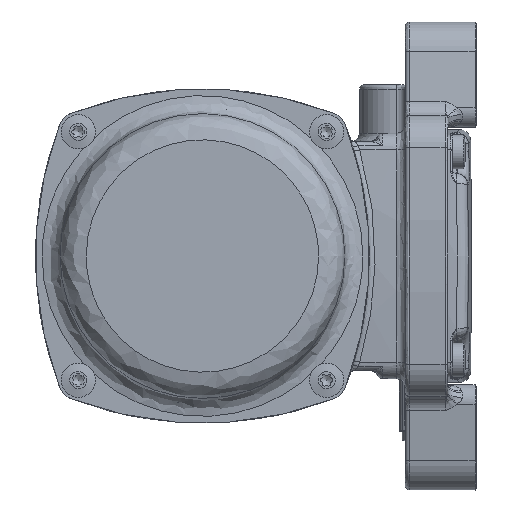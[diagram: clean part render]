
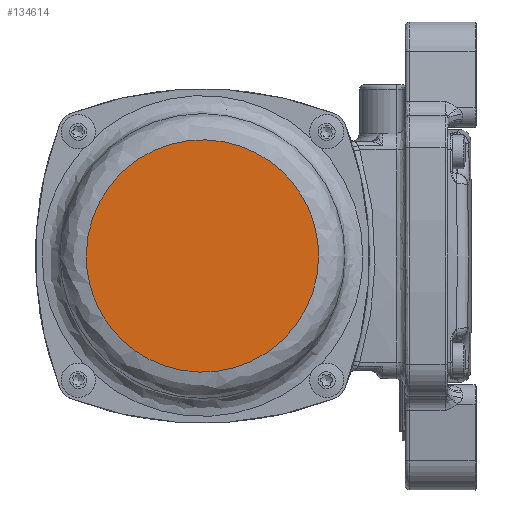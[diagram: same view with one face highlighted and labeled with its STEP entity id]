
A CAD part, left-side view. The second image highlights one B-rep face of the part: STEP entity #134614.
In plain terms, the highlighted planar face has unit normal (-1, 0, 0).
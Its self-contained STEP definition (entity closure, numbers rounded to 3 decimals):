
#8139 = CARTESIAN_POINT ( 'NONE',  ( -104.5, 55.3, 0. ) ) ;
#17422 = FACE_OUTER_BOUND ( 'NONE', #126755, .T. ) ;
#22251 = VERTEX_POINT ( 'NONE', #92665 ) ;
#26298 = ORIENTED_EDGE ( 'NONE', *, *, #121029, .F. ) ;
#36149 = DIRECTION ( 'NONE',  ( 0., 1., 0. ) ) ;
#37058 = CARTESIAN_POINT ( 'NONE',  ( -104.5, 136.7, 0. ) ) ;
#38546 = DIRECTION ( 'NONE',  ( 1., 0., 0. ) ) ;
#39450 = CARTESIAN_POINT ( 'NONE',  ( -104.5, 136.7, 81.4 ) ) ;
#45676 = CARTESIAN_POINT ( 'NONE',  ( -104.5, 136.7, -81.4 ) ) ;
#58108 = AXIS2_PLACEMENT_3D ( 'NONE', #73650, #38546, #36149 ) ;
#58221 = CARTESIAN_POINT ( 'NONE',  ( -104.5, 55.3, 0. ) ) ;
#66894 = ORIENTED_EDGE ( 'NONE', *, *, #86261, .F. ) ;
#73650 = CARTESIAN_POINT ( 'NONE',  ( -104.5, 136.7, 0. ) ) ;
#76089 =( BOUNDED_CURVE ( )  B_SPLINE_CURVE ( 3, ( #8139, #90099, #45676, #125212 ),
 .UNSPECIFIED., .F., .F. ) 
 B_SPLINE_CURVE_WITH_KNOTS ( ( 4, 4 ),
 ( 0., 1. ),
 .UNSPECIFIED. ) 
 CURVE ( )  GEOMETRIC_REPRESENTATION_ITEM ( )  RATIONAL_B_SPLINE_CURVE ( ( 1., 0.333, 0.333, 1. ) ) 
 REPRESENTATION_ITEM ( '' )  );
#86261 = EDGE_CURVE ( 'NONE', #92295, #22251, #120440, .T. ) ;
#90099 = CARTESIAN_POINT ( 'NONE',  ( -104.5, 55.3, -81.4 ) ) ;
#92295 = VERTEX_POINT ( 'NONE', #117132 ) ;
#92665 = CARTESIAN_POINT ( 'NONE',  ( -104.5, 55.3, 0. ) ) ;
#117132 = CARTESIAN_POINT ( 'NONE',  ( -104.5, 136.7, 0. ) ) ;
#120440 =( BOUNDED_CURVE ( )  B_SPLINE_CURVE ( 3, ( #37058, #39450, #144851, #58221 ),
 .UNSPECIFIED., .F., .F. ) 
 B_SPLINE_CURVE_WITH_KNOTS ( ( 4, 4 ),
 ( 0., 1. ),
 .UNSPECIFIED. ) 
 CURVE ( )  GEOMETRIC_REPRESENTATION_ITEM ( )  RATIONAL_B_SPLINE_CURVE ( ( 1., 0.333, 0.333, 1. ) ) 
 REPRESENTATION_ITEM ( '' )  );
#121029 = EDGE_CURVE ( 'NONE', #22251, #92295, #76089, .T. ) ;
#125212 = CARTESIAN_POINT ( 'NONE',  ( -104.5, 136.7, 0. ) ) ;
#126755 = EDGE_LOOP ( 'NONE', ( #26298, #66894 ) ) ;
#129856 = PLANE ( 'NONE',  #58108 ) ;
#134614 = ADVANCED_FACE ( 'NONE', ( #17422 ), #129856, .F. ) ;
#144851 = CARTESIAN_POINT ( 'NONE',  ( -104.5, 55.3, 81.4 ) ) ;
